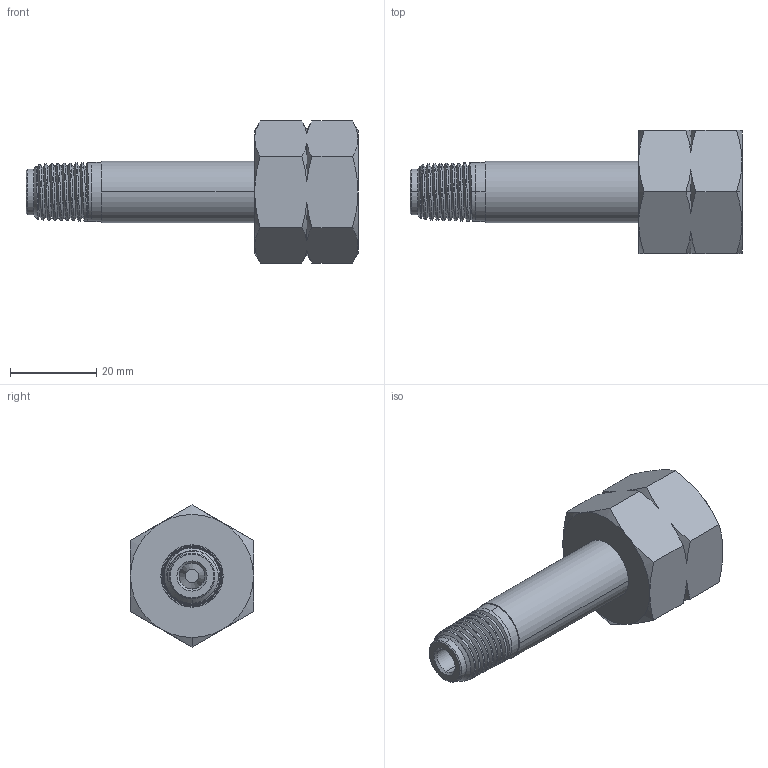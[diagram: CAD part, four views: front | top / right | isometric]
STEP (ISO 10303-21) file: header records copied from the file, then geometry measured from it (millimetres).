
FILE_DESCRIPTION (( 'STEP AP203' ), '1' );
FILE_NAME ('INL-350BR-48R.step', '2014-07-24T12:35:44', ( 'Admin' ), ( 'Hewlett-Packard Company' ), 'SwSTEP 2.0', 'SolidWorks 2012', '' );
FILE_SCHEMA (( 'CONFIG_CONTROL_DESIGN' ));
Length unit declared in the file: inch
Products named in the file (4): INL-350BR-48R; NUT-350BR; NIP-FIL-F6; NIP-350BR-4M-48R
Assembly tree (3 placements, depth 2):
  INL-350BR-48R
    NIP-350BR-4M-48R
    NIP-FIL-F6
    NUT-350BR
Bounding box: 77.1 x 28.57 x 33 mm (x, y, z)
Volume: 19242.3 mm3; surface area: 10766.7 mm2
Topology: 3 solids, 3 shells, 266 faces, 679 edges, 437 vertices
Faces by surface type: plane 81, bspline 78, cone 70, cylinder 27, torus 10
Entity records: 16124 total; most frequent: CARTESIAN_POINT 9900, ORIENTED_EDGE 1354, DIRECTION 936, EDGE_CURVE 677, VERTEX_POINT 437, AXIS2_PLACEMENT_3D 319, LINE 298, VECTOR 298
